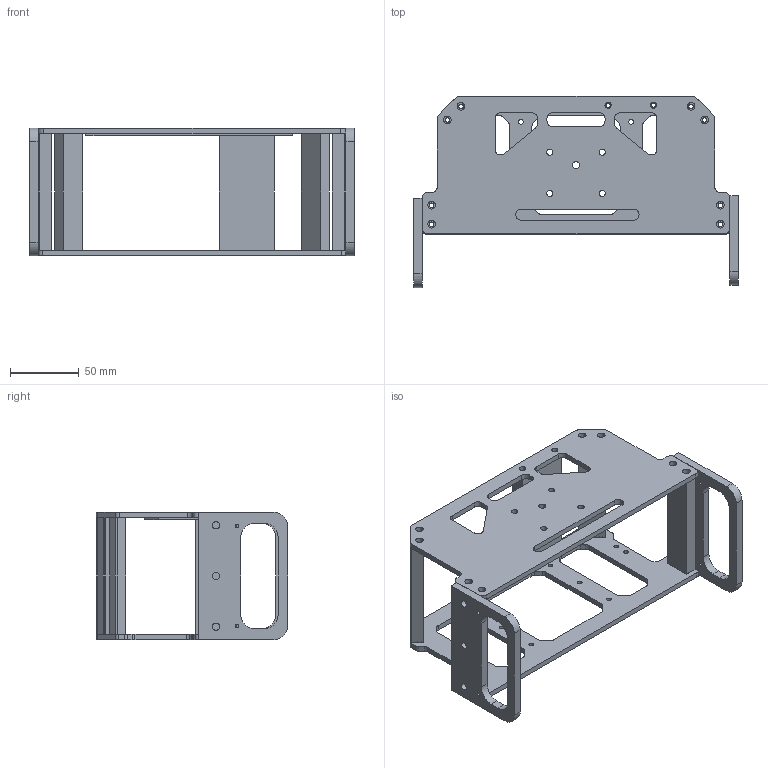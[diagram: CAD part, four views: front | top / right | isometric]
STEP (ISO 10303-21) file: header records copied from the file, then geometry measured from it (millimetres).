
FILE_DESCRIPTION (( 'STEP AP214' ), '1' );
FILE_NAME ('芤餵樓馱蚥趙.STEP', '2025-08-05T15:40:14', ( '' ), ( '' ), 'SwSTEP 2.0', 'SolidWorks 2021', '' );
FILE_SCHEMA (( 'AUTOMOTIVE_DESIGN' ));
Length unit declared in the file: millimetre
Products named in the file (8): 菜え; 韁梓1020絳寢; 階啣V3; 韁梓1040絳寢; 菁啣V3; 芤餵樓馱蚥趙; 忒挍; ICOM_IC-705_3Ddata_ver1_0
Assembly tree (10 placements, depth 2):
  芤餵樓馱蚥趙
    菁啣V3
    階啣V3
    韁梓1020絳寢  x4
    韁梓1040絳寢
    忒挍  x2
    菜え
  ICOM_IC-705_3Ddata_ver1_0
Bounding box: 235.6 x 139 x 92.7 mm (x, y, z)
Volume: 236821.8 mm3; surface area: 151560.6 mm2
Topology: 10 solids, 10 shells, 406 faces, 1158 edges, 772 vertices
Faces by surface type: plane 210, cylinder 196
Entity records: 10865 total; most frequent: DIRECTION 1836, CARTESIAN_POINT 1765, ORIENTED_EDGE 1740, EDGE_CURVE 870, AXIS2_PLACEMENT_3D 651, VERTEX_POINT 580, LINE 534, VECTOR 534
